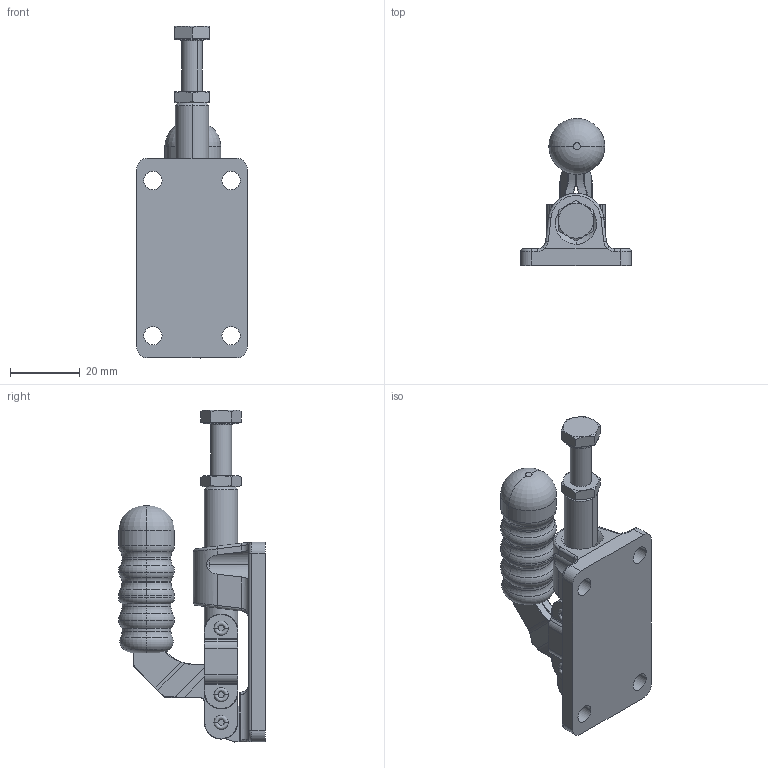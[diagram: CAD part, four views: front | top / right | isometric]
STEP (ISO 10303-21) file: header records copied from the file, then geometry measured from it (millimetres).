
FILE_DESCRIPTION (( 'STEP AP203' ), '1' );
FILE_NAME ('P6015.STEP', '2012-06-14T14:55:33', ( ' ' ), ( '' ), 'SwSTEP 2.0', 'SolidWorks 2012', '' );
FILE_SCHEMA (( 'CONFIG_CONTROL_DESIGN' ));
Length unit declared in the file: millimetre
Products named in the file (13): P6015; hex thin nut chamfered gradeab_bsi_Hexagon Thin Nut ISO - 4035 - M6 - N; hex screw gradeab_bsi_ISO 4017 - M6 x 50-N; 007-30-4; RIVET-2; RIVET-1-1; RIVET-1; 4300HM33; 1300FM06; 1300FM05; 1300FM02; 1300FM01; 3300FM13
Assembly tree (12 placements, depth 2):
  P6015
    3300FM13
    1300FM01
    1300FM02
    1300FM05
    1300FM06
    4300HM33
    RIVET-1
    RIVET-1-1
    RIVET-2
    007-30-4
    hex screw gradeab_bsi_ISO 4017 - M6 x 50-N
    hex thin nut chamfered gradeab_bsi_Hexagon Thin Nut ISO - 4035 - M6 - N
Bounding box: 31.75 x 42.05 x 95.02 mm (x, y, z)
Volume: 25955 mm3; surface area: 17092.6 mm2
Topology: 12 solids, 12 shells, 546 faces, 1263 edges, 738 vertices
Faces by surface type: cylinder 221, bspline 128, plane 119, cone 43, torus 35
Entity records: 22210 total; most frequent: CARTESIAN_POINT 9347, ORIENTED_EDGE 2506, DIRECTION 2293, EDGE_CURVE 1253, AXIS2_PLACEMENT_3D 915, VERTEX_POINT 738, EDGE_LOOP 585, FACE_OUTER_BOUND 546
